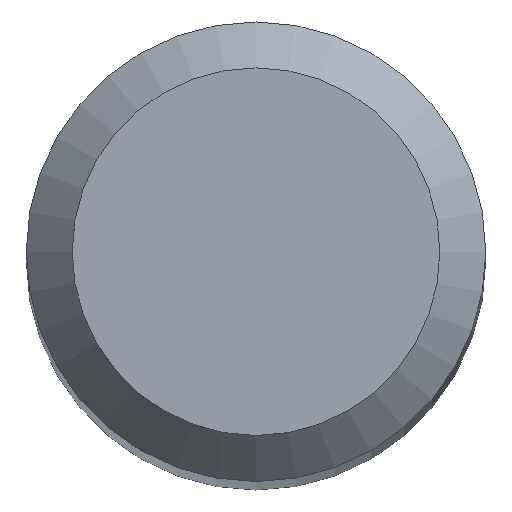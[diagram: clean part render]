
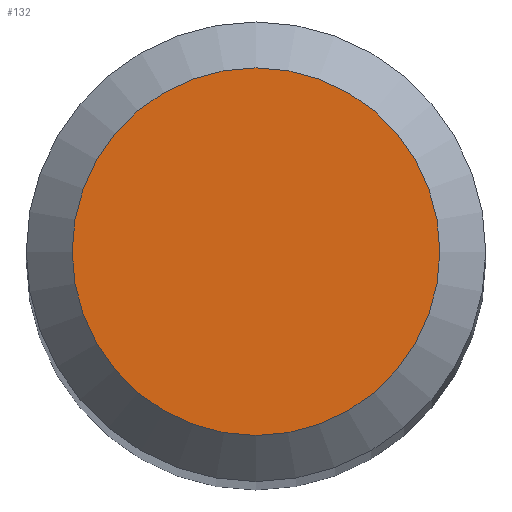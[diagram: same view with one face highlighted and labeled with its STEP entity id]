
A CAD part, top view. The second image highlights one B-rep face of the part: STEP entity #132.
In plain terms, the highlighted planar face has unit normal (0, 0, 1).
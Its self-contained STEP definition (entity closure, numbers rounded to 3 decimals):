
#3 = DIRECTION ( 'NONE',  ( 0., 1., 0. ) ) ;
#40 = EDGE_LOOP ( 'NONE', ( #170 ) ) ;
#44 = CARTESIAN_POINT ( 'NONE',  ( 0., 0., 38. ) ) ;
#47 = PLANE ( 'NONE',  #169 ) ;
#53 = VERTEX_POINT ( 'NONE', #185 ) ;
#71 = CIRCLE ( 'NONE', #103, 1.2 ) ;
#84 = DIRECTION ( 'NONE',  ( 0., 1., 0. ) ) ;
#103 = AXIS2_PLACEMENT_3D ( 'NONE', #44, #209, #3 ) ;
#132 = ADVANCED_FACE ( 'NONE', ( #159 ), #47, .F. ) ;
#159 = FACE_OUTER_BOUND ( 'NONE', #40, .T. ) ;
#162 = CARTESIAN_POINT ( 'NONE',  ( 0., 0., 38. ) ) ;
#169 = AXIS2_PLACEMENT_3D ( 'NONE', #162, #173, #84 ) ;
#170 = ORIENTED_EDGE ( 'NONE', *, *, #199, .F. ) ;
#173 = DIRECTION ( 'NONE',  ( 0., 0., -1. ) ) ;
#185 = CARTESIAN_POINT ( 'NONE',  ( 0., 1.2, 38. ) ) ;
#199 = EDGE_CURVE ( 'NONE', #53, #53, #71, .T. ) ;
#209 = DIRECTION ( 'NONE',  ( 0., 0., -1. ) ) ;
